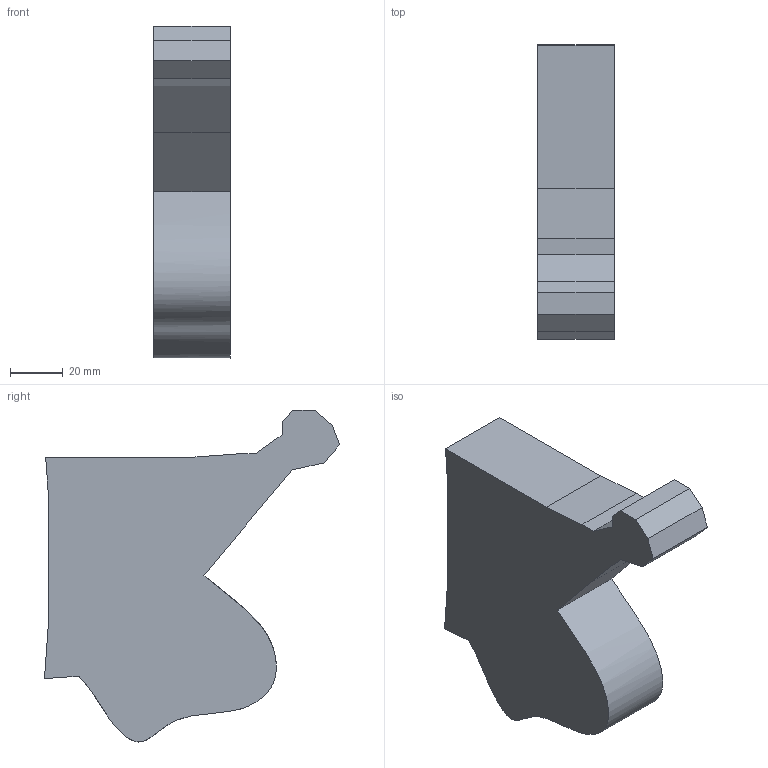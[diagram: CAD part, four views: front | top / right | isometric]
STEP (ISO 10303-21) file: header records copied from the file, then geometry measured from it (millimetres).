
FILE_DESCRIPTION(/* description */ (''),/* implementation_level */ '2;1');
FILE_NAME(/* name */ 'TEST5_~1',/* time_stamp */ '2022-05-27T13:43:07+02:00',/* author */ (''),/* organization */ (''),/* preprocessor_version */ 'ST-DEVELOPER v16.5',/* originating_system */ '',/* authorisation */ '');
FILE_SCHEMA (('AUTOMOTIVE_DESIGN_CC2'));
Length unit declared in the file: millimetre
Products named in the file (1): Document
Bounding box: 29 x 111.69 x 125.68 mm (x, y, z)
Volume: 231073.4 mm3; surface area: 28763.4 mm2
Topology: 1 solids, 1 shells, 20 faces, 57 edges, 42 vertices
Faces by surface type: bspline 20
Entity records: 1299 total; most frequent: CARTESIAN_POINT 531, B_SPLINE_CURVE_WITH_KNOTS 165, ORIENTED_EDGE 108, PCURVE 108, DEFINITIONAL_REPRESENTATION 108, SURFACE_CURVE 54, EDGE_CURVE 54, VERTEX_POINT 36
